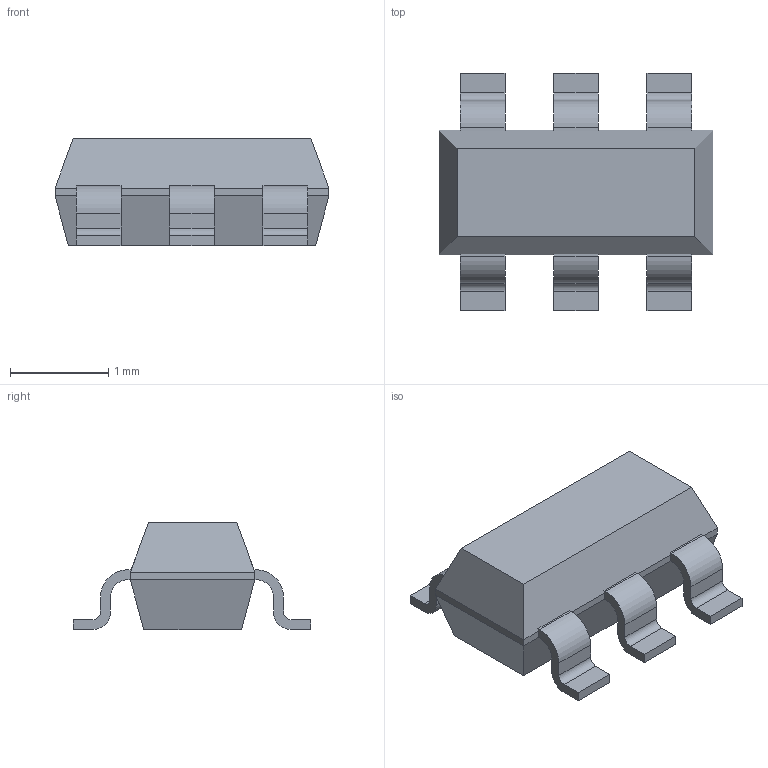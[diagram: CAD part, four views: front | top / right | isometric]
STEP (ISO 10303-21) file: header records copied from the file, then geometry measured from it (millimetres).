
FILE_DESCRIPTION (( 'STEP AP214' ), '1' );
FILE_NAME ('0A4BFBA6-6AD0-4FB4-831D-FAB8A335BF37.STEP', '2008-06-18T20:14:17', ( 'SysAdmin' ), ( 'SolidWorks' ), 'SwSTEP 2.0', 'SolidWorks 2008', '' );
FILE_SCHEMA (( 'AUTOMOTIVE_DESIGN' ));
Length unit declared in the file: inch
Products named in the file (1): 0A4BFBA6-6AD0-4FB4-831D-FAB8A335BF37
Bounding box: 2.79 x 2.43 x 1.09 mm (x, y, z)
Volume: 3.5 mm3; surface area: 19.6 mm2
Topology: 1 solids, 1 shells, 98 faces, 268 edges, 172 vertices
Faces by surface type: plane 74, cylinder 24
Entity records: 3763 total; most frequent: CARTESIAN_POINT 539, ORIENTED_EDGE 536, DIRECTION 514, EDGE_CURVE 268, VECTOR 220, LINE 220, VERTEX_POINT 172, AXIS2_PLACEMENT_3D 147
